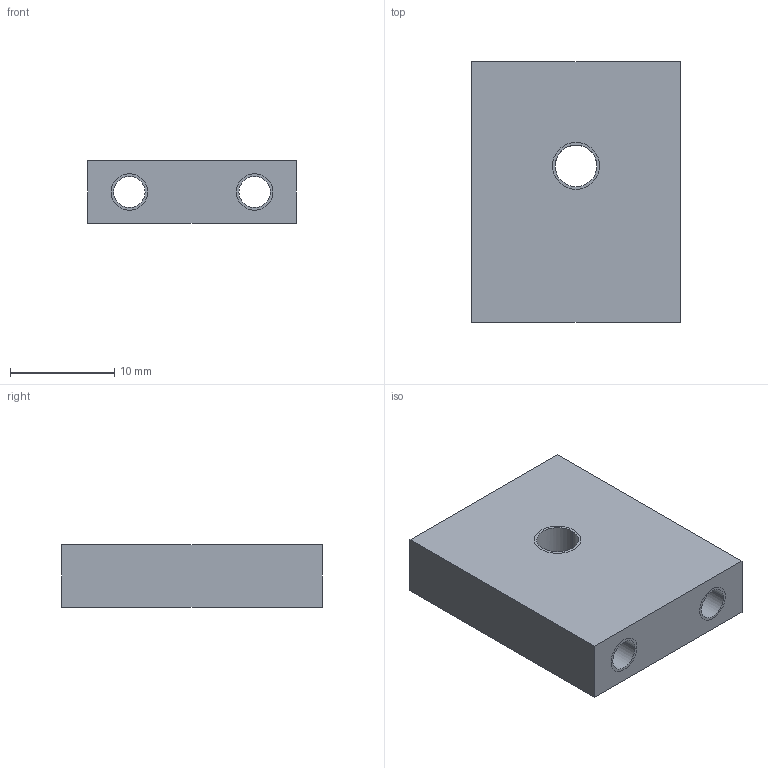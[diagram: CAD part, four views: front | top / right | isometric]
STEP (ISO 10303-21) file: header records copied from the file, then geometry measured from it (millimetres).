
FILE_DESCRIPTION(('STEP AP214'),'1');
FILE_NAME('CALE.stp','2022-08-25T11:52:14',(' '),(' '),'Spatial InterOp 3D',' ',' ');
FILE_SCHEMA(('AUTOMOTIVE_DESIGN { 1 0 10303 214 1 1 1 1 }'));
Length unit declared in the file: metre
Products named in the file (3): CALES; Composant1; CALE
Assembly tree (2 placements, depth 3):
  CALE
    CALES
      Composant1
Bounding box: 20 x 25 x 6 mm (x, y, z)
Volume: 2572.4 mm3; surface area: 2768.8 mm2
Topology: 1 solids, 7 shells, 29 faces, 77 edges, 55 vertices
Faces by surface type: cylinder 18, plane 11
Entity records: 1075 total; most frequent: DIRECTION 190, CARTESIAN_POINT 165, ORIENTED_EDGE 130, AXIS2_PLACEMENT_3D 80, EDGE_CURVE 77, VERTEX_POINT 55, CIRCLE 47, EDGE_LOOP 40
